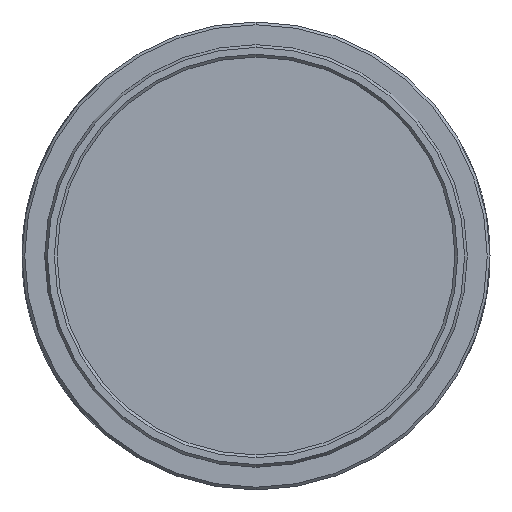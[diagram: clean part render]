
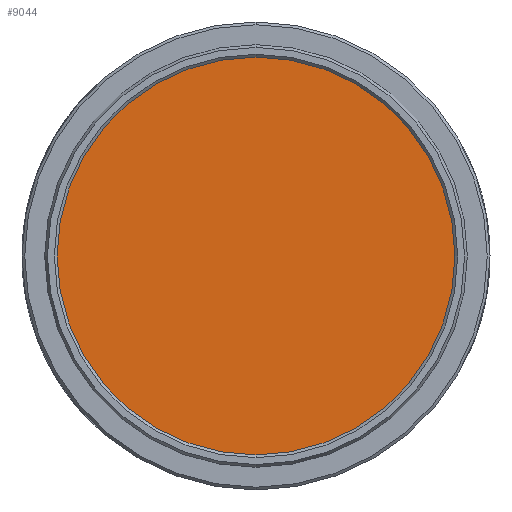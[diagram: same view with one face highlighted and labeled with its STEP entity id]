
A CAD part, left-side view. The second image highlights one B-rep face of the part: STEP entity #9044.
In plain terms, the highlighted planar face has unit normal (-1, 0, 0).
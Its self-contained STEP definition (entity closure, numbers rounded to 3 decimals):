
#324 = DIRECTION ( 'NONE',  ( 0., 0., -1. ) ) ;
#728 = DIRECTION ( 'NONE',  ( 1., 0., 0. ) ) ;
#1463 = DIRECTION ( 'NONE',  ( -1., 0., 0. ) ) ;
#1784 = CARTESIAN_POINT ( 'NONE',  ( 8.373, 20.27, 36.424 ) ) ;
#3923 = EDGE_CURVE ( 'NONE', #12103, #5945, #10695, .T. ) ;
#4899 = DIRECTION ( 'NONE',  ( 0., 0., -1. ) ) ;
#5827 = ORIENTED_EDGE ( 'NONE', *, *, #7475, .T. ) ;
#5945 = VERTEX_POINT ( 'NONE', #17306 ) ;
#6210 = PLANE ( 'NONE',  #16258 ) ;
#6777 = AXIS2_PLACEMENT_3D ( 'NONE', #1784, #14146, #324 ) ;
#7475 = EDGE_CURVE ( 'NONE', #5945, #12103, #14704, .T. ) ;
#8400 = CARTESIAN_POINT ( 'NONE',  ( 8.373, 20.27, 17.574 ) ) ;
#9044 = ADVANCED_FACE ( 'NONE', ( #13204 ), #6210, .F. ) ;
#9513 = AXIS2_PLACEMENT_3D ( 'NONE', #17868, #1463, #17683 ) ;
#10695 = CIRCLE ( 'NONE', #9513, 18.85 ) ;
#12103 = VERTEX_POINT ( 'NONE', #8400 ) ;
#12598 = EDGE_LOOP ( 'NONE', ( #15506, #5827 ) ) ;
#13204 = FACE_OUTER_BOUND ( 'NONE', #12598, .T. ) ;
#14146 = DIRECTION ( 'NONE',  ( -1., 0., 0. ) ) ;
#14383 = CARTESIAN_POINT ( 'NONE',  ( 8.373, 20.27, 36.424 ) ) ;
#14704 = CIRCLE ( 'NONE', #6777, 18.85 ) ;
#15506 = ORIENTED_EDGE ( 'NONE', *, *, #3923, .T. ) ;
#16258 = AXIS2_PLACEMENT_3D ( 'NONE', #14383, #728, #4899 ) ;
#17306 = CARTESIAN_POINT ( 'NONE',  ( 8.373, 20.27, 55.274 ) ) ;
#17683 = DIRECTION ( 'NONE',  ( 0., 0., -1. ) ) ;
#17868 = CARTESIAN_POINT ( 'NONE',  ( 8.373, 20.27, 36.424 ) ) ;
